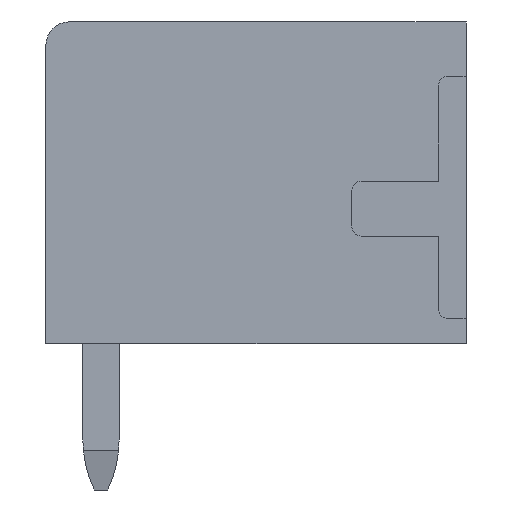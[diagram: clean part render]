
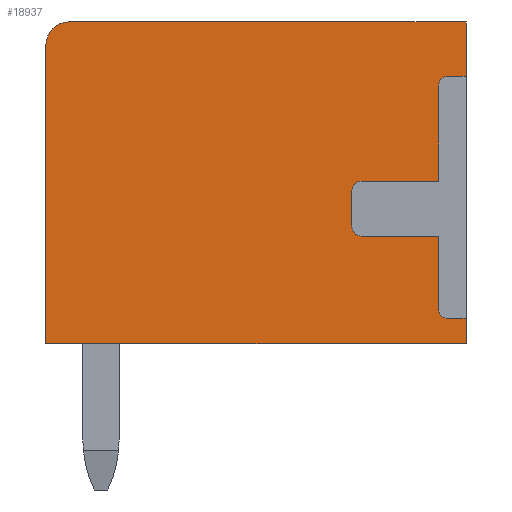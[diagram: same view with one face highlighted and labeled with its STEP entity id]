
A CAD part, left-side view. The second image highlights one B-rep face of the part: STEP entity #18937.
In plain terms, the highlighted planar face has unit normal (-1, 0, 0).
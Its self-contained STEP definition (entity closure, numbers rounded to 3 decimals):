
#17752=AXIS2_PLACEMENT_3D('Circle Axis2P3D',#17750,#17751,$) ;
#17934=AXIS2_PLACEMENT_3D('Circle Axis2P3D',#17932,#17933,$) ;
#17982=AXIS2_PLACEMENT_3D('Circle Axis2P3D',#17980,#17981,$) ;
#18049=AXIS2_PLACEMENT_3D('Circle Axis2P3D',#18047,#18048,$) ;
#18911=AXIS2_PLACEMENT_3D('Plane Axis2P3D',#18908,#18909,#18910) ;
#18915=AXIS2_PLACEMENT_3D('Circle Axis2P3D',#18913,#18914,$) ;
#388=CARTESIAN_POINT('Vertex',(0.3,0.,3.2)) ;
#391=CARTESIAN_POINT('Line Origine',(0.3,4.6,3.2)) ;
#395=CARTESIAN_POINT('Vertex',(0.3,9.2,3.2)) ;
#5753=CARTESIAN_POINT('Line Origine',(0.3,9.2,6.475)) ;
#5757=CARTESIAN_POINT('Vertex',(0.3,9.2,9.75)) ;
#7150=CARTESIAN_POINT('Vertex',(0.3,0.,3.76)) ;
#7155=CARTESIAN_POINT('Line Origine',(0.3,0.,3.48)) ;
#7199=CARTESIAN_POINT('Vertex',(0.3,0.,10.25)) ;
#7202=CARTESIAN_POINT('Line Origine',(0.3,0.,9.655)) ;
#7206=CARTESIAN_POINT('Vertex',(0.3,0.,9.06)) ;
#17745=CARTESIAN_POINT('Vertex',(0.3,0.4,9.06)) ;
#17750=CARTESIAN_POINT('Axis2P3D Location',(0.3,0.4,8.86)) ;
#17754=CARTESIAN_POINT('Vertex',(0.3,0.6,8.86)) ;
#17781=CARTESIAN_POINT('Line Origine',(0.3,0.2,9.06)) ;
#17803=CARTESIAN_POINT('Line Origine',(0.3,0.6,7.81)) ;
#17807=CARTESIAN_POINT('Vertex',(0.3,0.6,6.76)) ;
#17908=CARTESIAN_POINT('Line Origine',(0.3,1.45,6.76)) ;
#17912=CARTESIAN_POINT('Vertex',(0.3,2.3,6.76)) ;
#17932=CARTESIAN_POINT('Axis2P3D Location',(0.3,2.3,6.56)) ;
#17936=CARTESIAN_POINT('Vertex',(0.3,2.5,6.56)) ;
#17956=CARTESIAN_POINT('Line Origine',(0.3,2.5,6.16)) ;
#17960=CARTESIAN_POINT('Vertex',(0.3,2.5,5.76)) ;
#17980=CARTESIAN_POINT('Axis2P3D Location',(0.3,2.3,5.76)) ;
#17984=CARTESIAN_POINT('Vertex',(0.3,2.3,5.56)) ;
#18004=CARTESIAN_POINT('Line Origine',(0.3,1.45,5.56)) ;
#18008=CARTESIAN_POINT('Vertex',(0.3,0.6,5.56)) ;
#18023=CARTESIAN_POINT('Line Origine',(0.3,0.6,4.76)) ;
#18027=CARTESIAN_POINT('Vertex',(0.3,0.6,3.96)) ;
#18047=CARTESIAN_POINT('Axis2P3D Location',(0.3,0.4,3.96)) ;
#18051=CARTESIAN_POINT('Vertex',(0.3,0.4,3.76)) ;
#18071=CARTESIAN_POINT('Line Origine',(0.3,0.2,3.76)) ;
#18893=CARTESIAN_POINT('Vertex',(0.3,8.7,10.25)) ;
#18896=CARTESIAN_POINT('Line Origine',(0.3,4.35,10.25)) ;
#18908=CARTESIAN_POINT('Axis2P3D Location',(0.3,0.,0.)) ;
#18913=CARTESIAN_POINT('Axis2P3D Location',(0.3,8.7,9.75)) ;
#392=DIRECTION('Vector Direction',(0.,1.,0.)) ;
#5754=DIRECTION('Vector Direction',(0.,0.,1.)) ;
#7156=DIRECTION('Vector Direction',(0.,0.,-1.)) ;
#7203=DIRECTION('Vector Direction',(0.,0.,-1.)) ;
#17751=DIRECTION('Axis2P3D Direction',(-1.,0.,0.)) ;
#17782=DIRECTION('Vector Direction',(0.,-1.,0.)) ;
#17804=DIRECTION('Vector Direction',(0.,0.,1.)) ;
#17909=DIRECTION('Vector Direction',(0.,-1.,0.)) ;
#17933=DIRECTION('Axis2P3D Direction',(-1.,0.,0.)) ;
#17957=DIRECTION('Vector Direction',(0.,0.,1.)) ;
#17981=DIRECTION('Axis2P3D Direction',(-1.,0.,0.)) ;
#18005=DIRECTION('Vector Direction',(0.,1.,0.)) ;
#18024=DIRECTION('Vector Direction',(0.,0.,1.)) ;
#18048=DIRECTION('Axis2P3D Direction',(-1.,0.,0.)) ;
#18072=DIRECTION('Vector Direction',(0.,1.,0.)) ;
#18897=DIRECTION('Vector Direction',(0.,-1.,0.)) ;
#18909=DIRECTION('Axis2P3D Direction',(-1.,0.,0.)) ;
#18910=DIRECTION('Axis2P3D XDirection',(0.,-1.,0.)) ;
#18914=DIRECTION('Axis2P3D Direction',(-1.,0.,0.)) ;
#393=VECTOR('Line Direction',#392,1.) ;
#5755=VECTOR('Line Direction',#5754,1.) ;
#7157=VECTOR('Line Direction',#7156,1.) ;
#7204=VECTOR('Line Direction',#7203,1.) ;
#17783=VECTOR('Line Direction',#17782,1.) ;
#17805=VECTOR('Line Direction',#17804,1.) ;
#17910=VECTOR('Line Direction',#17909,1.) ;
#17958=VECTOR('Line Direction',#17957,1.) ;
#18006=VECTOR('Line Direction',#18005,1.) ;
#18025=VECTOR('Line Direction',#18024,1.) ;
#18073=VECTOR('Line Direction',#18072,1.) ;
#18898=VECTOR('Line Direction',#18897,1.) ;
#18919=ORIENTED_EDGE('',*,*,#7208,.T.) ;
#18920=ORIENTED_EDGE('',*,*,#18900,.T.) ;
#18921=ORIENTED_EDGE('',*,*,#18917,.T.) ;
#18922=ORIENTED_EDGE('',*,*,#5759,.T.) ;
#18923=ORIENTED_EDGE('',*,*,#397,.T.) ;
#18924=ORIENTED_EDGE('',*,*,#7159,.T.) ;
#18925=ORIENTED_EDGE('',*,*,#18075,.F.) ;
#18926=ORIENTED_EDGE('',*,*,#18053,.F.) ;
#18927=ORIENTED_EDGE('',*,*,#18029,.F.) ;
#18928=ORIENTED_EDGE('',*,*,#18010,.F.) ;
#18929=ORIENTED_EDGE('',*,*,#17986,.F.) ;
#18930=ORIENTED_EDGE('',*,*,#17962,.F.) ;
#18931=ORIENTED_EDGE('',*,*,#17938,.F.) ;
#18932=ORIENTED_EDGE('',*,*,#17914,.F.) ;
#18933=ORIENTED_EDGE('',*,*,#17809,.F.) ;
#18934=ORIENTED_EDGE('',*,*,#17756,.F.) ;
#18935=ORIENTED_EDGE('',*,*,#17785,.F.) ;
#18937=ADVANCED_FACE('HOUSING',(#18936),#18912,.T.) ;
#17753=CIRCLE('generated circle',#17752,0.2) ;
#17935=CIRCLE('generated circle',#17934,0.2) ;
#17983=CIRCLE('generated circle',#17982,0.2) ;
#18050=CIRCLE('generated circle',#18049,0.2) ;
#18916=CIRCLE('generated circle',#18915,0.5) ;
#397=EDGE_CURVE('',#396,#389,#394,.F.) ;
#5759=EDGE_CURVE('',#5758,#396,#5756,.F.) ;
#7159=EDGE_CURVE('',#389,#7151,#7158,.F.) ;
#7208=EDGE_CURVE('',#7207,#7200,#7205,.F.) ;
#17756=EDGE_CURVE('',#17746,#17755,#17753,.T.) ;
#17785=EDGE_CURVE('',#7207,#17746,#17784,.F.) ;
#17809=EDGE_CURVE('',#17755,#17808,#17806,.F.) ;
#17914=EDGE_CURVE('',#17808,#17913,#17911,.F.) ;
#17938=EDGE_CURVE('',#17913,#17937,#17935,.T.) ;
#17962=EDGE_CURVE('',#17937,#17961,#17959,.F.) ;
#17986=EDGE_CURVE('',#17961,#17985,#17983,.T.) ;
#18010=EDGE_CURVE('',#17985,#18009,#18007,.F.) ;
#18029=EDGE_CURVE('',#18009,#18028,#18026,.F.) ;
#18053=EDGE_CURVE('',#18028,#18052,#18050,.T.) ;
#18075=EDGE_CURVE('',#18052,#7151,#18074,.F.) ;
#18900=EDGE_CURVE('',#7200,#18894,#18899,.F.) ;
#18917=EDGE_CURVE('',#18894,#5758,#18916,.T.) ;
#18918=EDGE_LOOP('',(#18919,#18920,#18921,#18922,#18923,#18924,#18925,#18926,#18927,#18928,#18929,#18930,#18931,#18932,#18933,#18934,#18935)) ;
#18936=FACE_OUTER_BOUND('',#18918,.T.) ;
#394=LINE('Line',#391,#393) ;
#5756=LINE('Line',#5753,#5755) ;
#7158=LINE('Line',#7155,#7157) ;
#7205=LINE('Line',#7202,#7204) ;
#17784=LINE('Line',#17781,#17783) ;
#17806=LINE('Line',#17803,#17805) ;
#17911=LINE('Line',#17908,#17910) ;
#17959=LINE('Line',#17956,#17958) ;
#18007=LINE('Line',#18004,#18006) ;
#18026=LINE('Line',#18023,#18025) ;
#18074=LINE('Line',#18071,#18073) ;
#18899=LINE('Line',#18896,#18898) ;
#18912=PLANE('',#18911) ;
#389=VERTEX_POINT('',#388) ;
#396=VERTEX_POINT('',#395) ;
#5758=VERTEX_POINT('',#5757) ;
#7151=VERTEX_POINT('',#7150) ;
#7200=VERTEX_POINT('',#7199) ;
#7207=VERTEX_POINT('',#7206) ;
#17746=VERTEX_POINT('',#17745) ;
#17755=VERTEX_POINT('',#17754) ;
#17808=VERTEX_POINT('',#17807) ;
#17913=VERTEX_POINT('',#17912) ;
#17937=VERTEX_POINT('',#17936) ;
#17961=VERTEX_POINT('',#17960) ;
#17985=VERTEX_POINT('',#17984) ;
#18009=VERTEX_POINT('',#18008) ;
#18028=VERTEX_POINT('',#18027) ;
#18052=VERTEX_POINT('',#18051) ;
#18894=VERTEX_POINT('',#18893) ;
